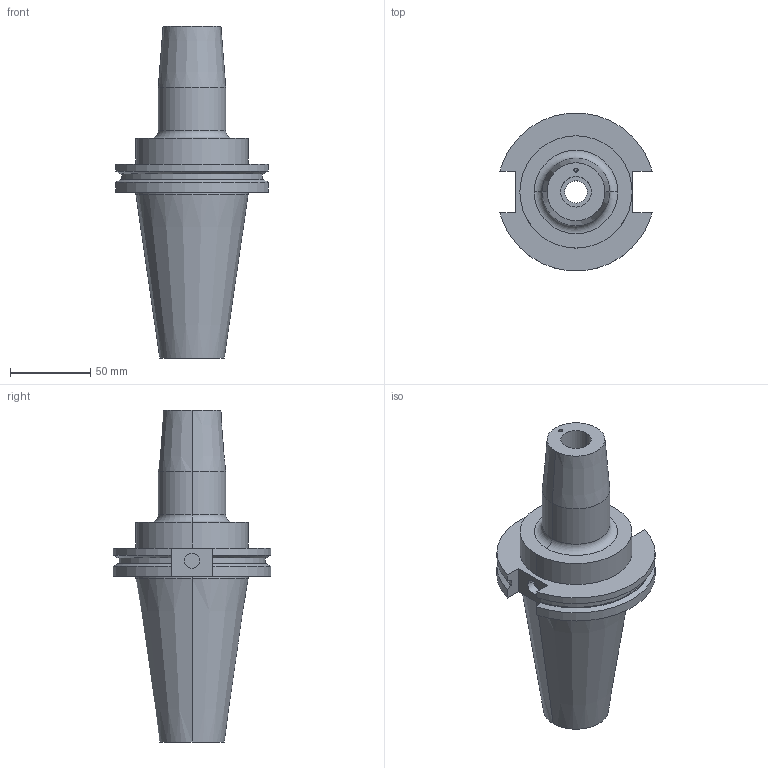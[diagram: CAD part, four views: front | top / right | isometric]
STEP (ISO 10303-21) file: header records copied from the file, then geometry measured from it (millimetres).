
FILE_DESCRIPTION (( 'STEP AP203' ), '1' );
FILE_NAME ('STP-47.651.64.413B.STEP', '2019-07-31T01:12:55', ( '' ), ( '' ), 'SwSTEP 2.0', 'SolidWorks 2017', '' );
FILE_SCHEMA (( 'CONFIG_CONTROL_DESIGN' ));
Length unit declared in the file: millimetre
Products named in the file (1): STP-47.651.64.413B
Bounding box: 94.95 x 98.05 x 206.6 mm (x, y, z)
Volume: 461353.8 mm3; surface area: 60840.9 mm2
Topology: 1 solids, 1 shells, 66 faces, 153 edges, 96 vertices
Faces by surface type: cylinder 30, plane 20, cone 14, torus 2
Entity records: 2058 total; most frequent: CARTESIAN_POINT 438, DIRECTION 341, ORIENTED_EDGE 306, EDGE_CURVE 153, AXIS2_PLACEMENT_3D 135, VERTEX_POINT 96, EDGE_LOOP 77, VECTOR 71
